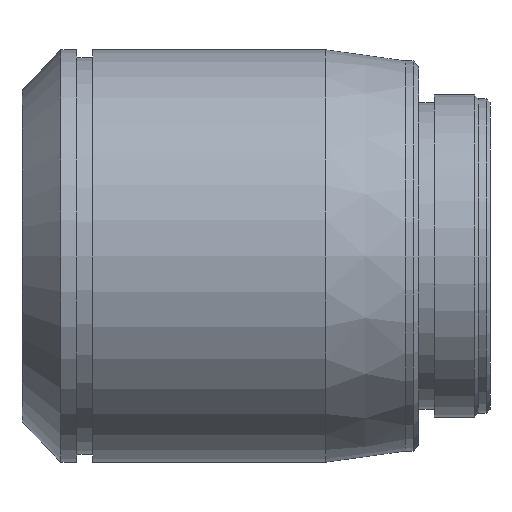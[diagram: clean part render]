
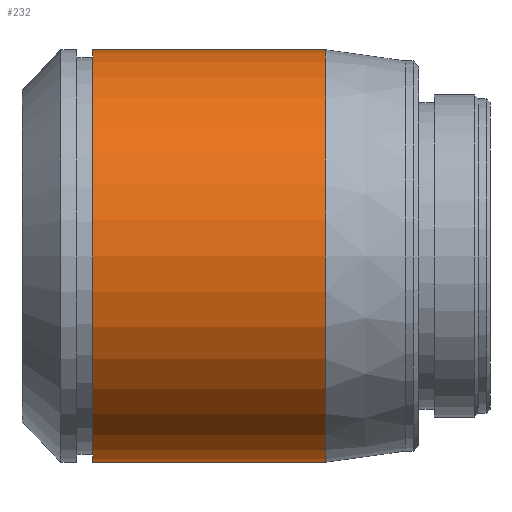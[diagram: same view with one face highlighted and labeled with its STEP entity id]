
A CAD part, front view. The second image highlights one B-rep face of the part: STEP entity #232.
In plain terms, the highlighted cylindrical face has radius 13 mm (diameter 26 mm), a partial arc.
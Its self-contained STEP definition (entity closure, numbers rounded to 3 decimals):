
#33 = EDGE_CURVE ( 'NONE', #275, #179, #112, .T. ) ;
#86 = CARTESIAN_POINT ( 'NONE',  ( 39.505, 0., 0. ) ) ;
#91 = VECTOR ( 'NONE', #702, 1000. ) ;
#106 = EDGE_CURVE ( 'NONE', #619, #731, #460, .T. ) ;
#112 = LINE ( 'NONE', #311, #91 ) ;
#131 = AXIS2_PLACEMENT_3D ( 'NONE', #711, #247, #715 ) ;
#144 = AXIS2_PLACEMENT_3D ( 'NONE', #86, #479, #173 ) ;
#158 = CARTESIAN_POINT ( 'NONE',  ( 39.505, 0., -13. ) ) ;
#173 = DIRECTION ( 'NONE',  ( 0., 0., -1. ) ) ;
#179 = VERTEX_POINT ( 'NONE', #457 ) ;
#232 = ADVANCED_FACE ( 'NONE', ( #967 ), #303, .T. ) ;
#235 = CARTESIAN_POINT ( 'NONE',  ( 4.45, 0., 13. ) ) ;
#247 = DIRECTION ( 'NONE',  ( 1., 0., 0. ) ) ;
#275 = VERTEX_POINT ( 'NONE', #235 ) ;
#303 = CYLINDRICAL_SURFACE ( 'NONE', #144, 13. ) ;
#309 = AXIS2_PLACEMENT_3D ( 'NONE', #653, #726, #661 ) ;
#311 = CARTESIAN_POINT ( 'NONE',  ( 39.505, 0., 13. ) ) ;
#328 = EDGE_CURVE ( 'NONE', #179, #731, #815, .T. ) ;
#359 = VECTOR ( 'NONE', #928, 1000. ) ;
#436 = EDGE_LOOP ( 'NONE', ( #719, #826, #860, #796 ) ) ;
#457 = CARTESIAN_POINT ( 'NONE',  ( 19.146, 0., 13. ) ) ;
#460 = LINE ( 'NONE', #158, #359 ) ;
#479 = DIRECTION ( 'NONE',  ( 1., 0., 0. ) ) ;
#529 = CIRCLE ( 'NONE', #131, 13. ) ;
#610 = CARTESIAN_POINT ( 'NONE',  ( 4.45, 0., -13. ) ) ;
#619 = VERTEX_POINT ( 'NONE', #610 ) ;
#630 = CARTESIAN_POINT ( 'NONE',  ( 19.146, 0., -13. ) ) ;
#653 = CARTESIAN_POINT ( 'NONE',  ( 19.146, 0., 0. ) ) ;
#661 = DIRECTION ( 'NONE',  ( 0., 0., -1. ) ) ;
#702 = DIRECTION ( 'NONE',  ( 1., 0., 0. ) ) ;
#711 = CARTESIAN_POINT ( 'NONE',  ( 4.45, 0., 0. ) ) ;
#715 = DIRECTION ( 'NONE',  ( 0., 0., -1. ) ) ;
#719 = ORIENTED_EDGE ( 'NONE', *, *, #33, .F. ) ;
#726 = DIRECTION ( 'NONE',  ( 1., 0., 0. ) ) ;
#731 = VERTEX_POINT ( 'NONE', #630 ) ;
#796 = ORIENTED_EDGE ( 'NONE', *, *, #328, .F. ) ;
#814 = EDGE_CURVE ( 'NONE', #275, #619, #529, .T. ) ;
#815 = CIRCLE ( 'NONE', #309, 13. ) ;
#826 = ORIENTED_EDGE ( 'NONE', *, *, #814, .T. ) ;
#860 = ORIENTED_EDGE ( 'NONE', *, *, #106, .T. ) ;
#928 = DIRECTION ( 'NONE',  ( 1., 0., 0. ) ) ;
#967 = FACE_OUTER_BOUND ( 'NONE', #436, .T. ) ;
